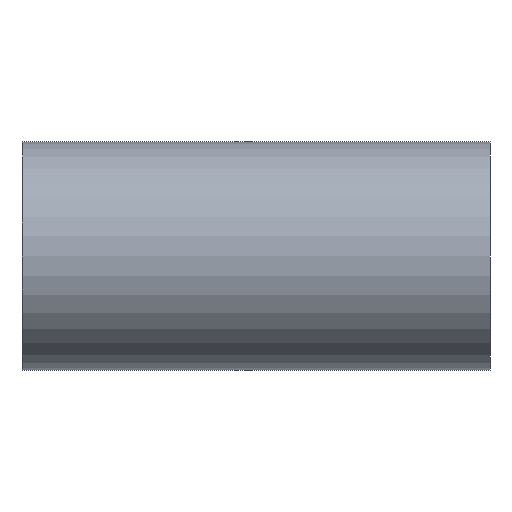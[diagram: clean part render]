
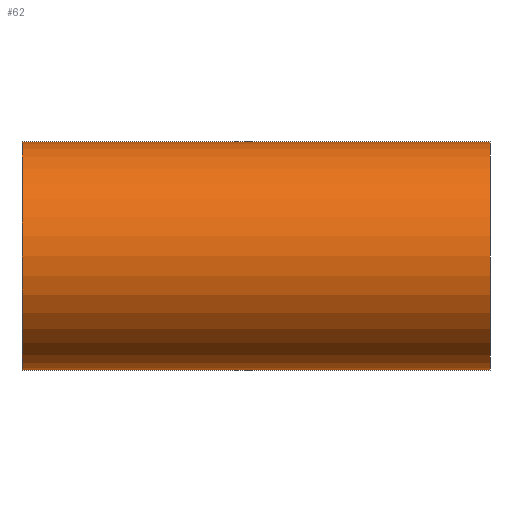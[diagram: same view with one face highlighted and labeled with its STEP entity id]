
A CAD part, front view. The second image highlights one B-rep face of the part: STEP entity #62.
In plain terms, the highlighted cylindrical face has radius 8.136 mm (diameter 16.272 mm), a full revolution.
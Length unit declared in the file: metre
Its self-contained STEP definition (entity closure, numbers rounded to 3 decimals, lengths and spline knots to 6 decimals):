
#21=CYLINDRICAL_SURFACE('',#82,0.008136);
#26=ORIENTED_EDGE('',*,*,#30,.T.);
#27=ORIENTED_EDGE('',*,*,#33,.T.);
#30=EDGE_CURVE('',#34,#34,#38,.F.);
#33=EDGE_CURVE('',#37,#37,#41,.T.);
#34=VERTEX_POINT('',#106);
#37=VERTEX_POINT('',#114);
#38=CIRCLE('',#78,0.008136);
#41=CIRCLE('',#83,0.008136);
#46=EDGE_LOOP('',(#26));
#47=EDGE_LOOP('',(#27));
#54=FACE_BOUND('',#46,.T.);
#55=FACE_BOUND('',#47,.T.);
#62=ADVANCED_FACE('',(#54,#55),#21,.T.);
#78=AXIS2_PLACEMENT_3D('',#105,#89,#90);
#82=AXIS2_PLACEMENT_3D('',#112,#97,#98);
#83=AXIS2_PLACEMENT_3D('',#113,#99,#100);
#89=DIRECTION('',(1.,0.,0.));
#90=DIRECTION('',(0.,0.,-1.));
#97=DIRECTION('',(-1.,0.,0.));
#98=DIRECTION('',(0.,0.,-1.));
#99=DIRECTION('',(1.,0.,0.));
#100=DIRECTION('',(0.,0.,-1.));
#105=CARTESIAN_POINT('',(0.601663,-0.592708,-0.072061));
#106=CARTESIAN_POINT('',(0.601663,-0.592708,-0.080197));
#112=CARTESIAN_POINT('',(0.601665,-0.592708,-0.072061));
#113=CARTESIAN_POINT('',(0.568325,-0.592708,-0.072061));
#114=CARTESIAN_POINT('',(0.568325,-0.592708,-0.080197));
